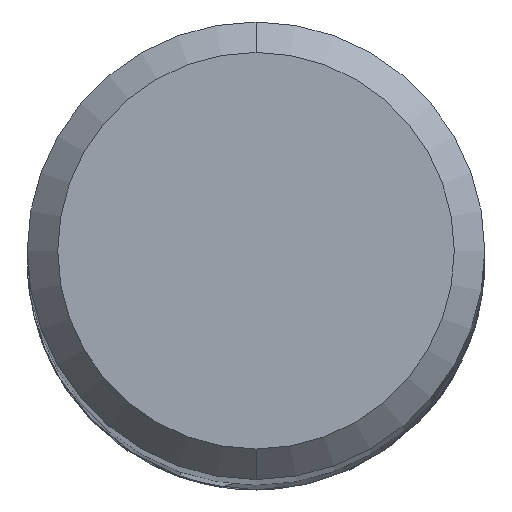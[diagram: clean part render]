
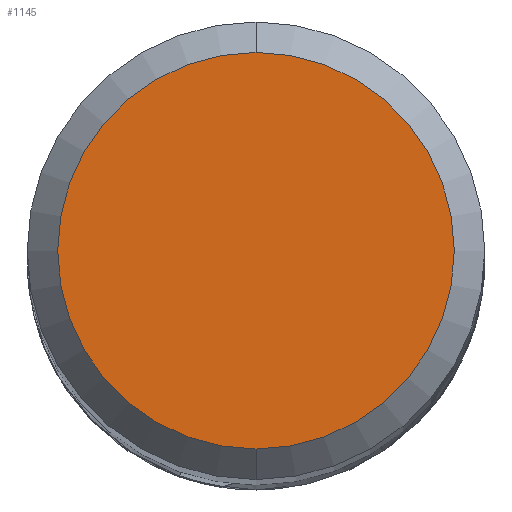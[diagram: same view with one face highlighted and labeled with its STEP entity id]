
A CAD part, top view. The second image highlights one B-rep face of the part: STEP entity #1145.
In plain terms, the highlighted planar face has unit normal (0, 0, 1).
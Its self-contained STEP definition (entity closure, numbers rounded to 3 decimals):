
#667=EDGE_CURVE('',#887,#971,#1645,.T.);
#887=VERTEX_POINT('',#1886);
#971=VERTEX_POINT('',#1980);
#1109=EDGE_CURVE('',#971,#887,#2130,.T.);
#1145=ADVANCED_FACE('',(#2170),#2171,.T.);
#1645=CIRCLE('',#4482,2.6);
#1886=CARTESIAN_POINT('',(0.,-2.6,0.0));
#1980=CARTESIAN_POINT('',(0.0,2.6,0.0));
#2130=CIRCLE('',#9295,2.6);
#2170=FACE_OUTER_BOUND('',#10092,.T.);
#2171=PLANE('',#10093);
#4482=AXIS2_PLACEMENT_3D('',#12871,#12872,#12873);
#9295=AXIS2_PLACEMENT_3D('',#13339,#13340,#13341);
#10092=EDGE_LOOP('',(#13392,#13393));
#10093=AXIS2_PLACEMENT_3D('',#13394,#13395,#13396);
#12871=CARTESIAN_POINT('',(0.0,0.0,0.0));
#12872=DIRECTION('',(0.0,0.0,-1.0));
#12873=DIRECTION('',(0.0,1.0,0.0));
#13339=CARTESIAN_POINT('',(0.0,0.0,0.0));
#13340=DIRECTION('',(0.0,0.0,-1.0));
#13341=DIRECTION('',(0.0,1.0,0.0));
#13392=ORIENTED_EDGE('',*,*,#1109,.F.);
#13393=ORIENTED_EDGE('',*,*,#667,.F.);
#13394=CARTESIAN_POINT('',(0.0,1.3,0.0));
#13395=DIRECTION('',(-0.0,0.0,1.0));
#13396=DIRECTION('',(0.0,-1.0,0.0));
